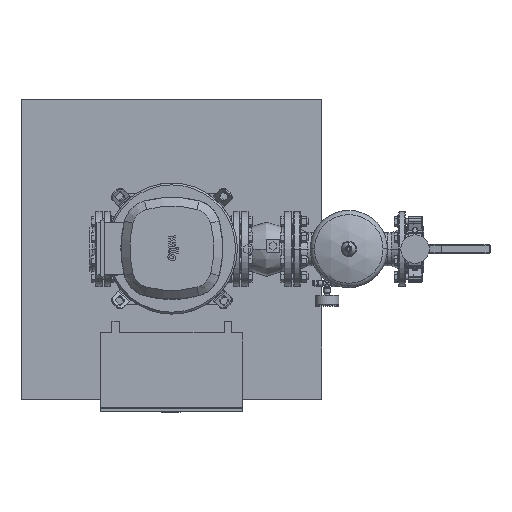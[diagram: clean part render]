
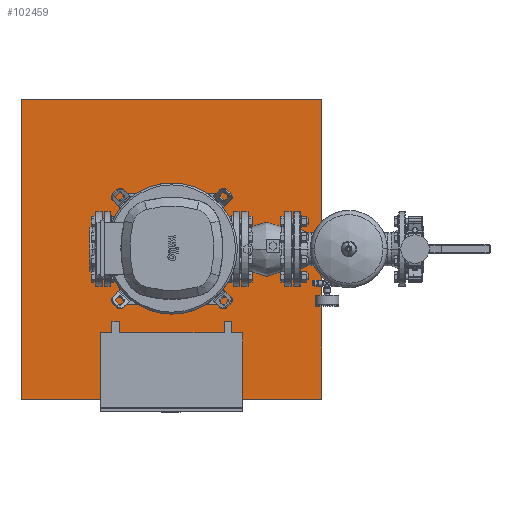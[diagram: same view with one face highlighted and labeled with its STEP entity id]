
A CAD part, top view. The second image highlights one B-rep face of the part: STEP entity #102459.
In plain terms, the highlighted planar face has unit normal (0, 0, 1).
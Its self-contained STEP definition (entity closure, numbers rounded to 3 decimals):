
#102420=CARTESIAN_POINT('',(-400.0,0.,125.0));
#102421=DIRECTION('',(0.0,0.0,1.0));
#102422=DIRECTION('',(0.0,-1.0,0.0));
#102423=AXIS2_PLACEMENT_3D('',#102420,#102421,#102422);
#102424=PLANE('',#102423);
#102425=CARTESIAN_POINT('',(400.0,-400.0,125.));
#102426=VERTEX_POINT('',#102425);
#102427=CARTESIAN_POINT('',(400.0,400.0,125.));
#102428=VERTEX_POINT('',#102427);
#102429=CARTESIAN_POINT('',(400.0,-400.0,125.));
#102430=DIRECTION('',(0.0,1.0,0.0));
#102431=VECTOR('',#102430,800.0);
#102432=LINE('',#102429,#102431);
#102433=EDGE_CURVE('',#102426,#102428,#102432,.T.);
#102434=ORIENTED_EDGE('',*,*,#102433,.T.);
#102435=CARTESIAN_POINT('',(-400.0,400.0,125.));
#102436=VERTEX_POINT('',#102435);
#102437=CARTESIAN_POINT('',(-400.0,400.0,125.));
#102438=DIRECTION('',(1.0,0.0,0.0));
#102439=VECTOR('',#102438,800.0);
#102440=LINE('',#102437,#102439);
#102441=EDGE_CURVE('',#102436,#102428,#102440,.T.);
#102442=ORIENTED_EDGE('',*,*,#102441,.F.);
#102443=CARTESIAN_POINT('',(-400.0,-400.0,125.));
#102444=VERTEX_POINT('',#102443);
#102445=CARTESIAN_POINT('',(-400.0,400.0,125.));
#102446=DIRECTION('',(0.0,-1.0,0.0));
#102447=VECTOR('',#102446,800.0);
#102448=LINE('',#102445,#102447);
#102449=EDGE_CURVE('',#102436,#102444,#102448,.T.);
#102450=ORIENTED_EDGE('',*,*,#102449,.T.);
#102451=CARTESIAN_POINT('',(-400.0,-400.0,125.));
#102452=DIRECTION('',(1.0,0.0,0.0));
#102453=VECTOR('',#102452,800.0);
#102454=LINE('',#102451,#102453);
#102455=EDGE_CURVE('',#102444,#102426,#102454,.T.);
#102456=ORIENTED_EDGE('',*,*,#102455,.T.);
#102457=EDGE_LOOP('',(#102434,#102442,#102450,#102456));
#102458=FACE_OUTER_BOUND('',#102457,.T.);
#102459=ADVANCED_FACE('',(#102458),#102424,.T.);
